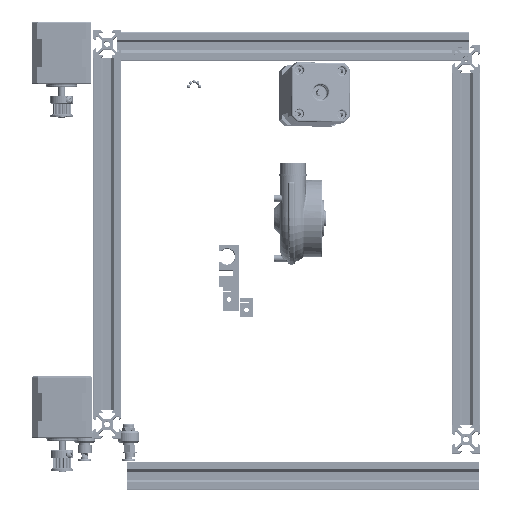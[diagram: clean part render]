
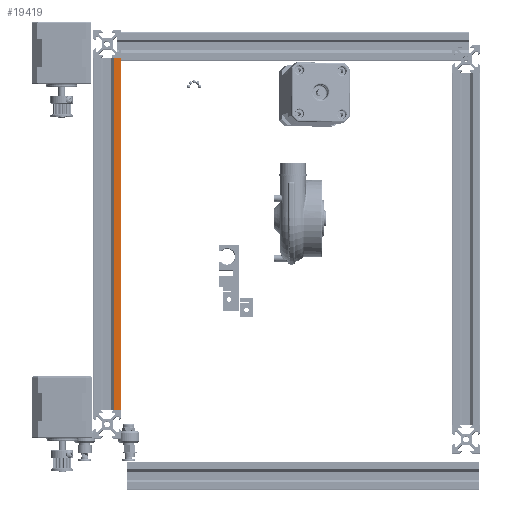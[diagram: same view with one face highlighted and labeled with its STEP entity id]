
A CAD part, top view. The second image highlights one B-rep face of the part: STEP entity #19419.
In plain terms, the highlighted face is planar.
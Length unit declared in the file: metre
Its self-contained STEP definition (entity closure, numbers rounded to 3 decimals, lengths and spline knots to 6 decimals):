
#3069=LINE('',#36801,#4237);
#3103=LINE('',#36887,#4271);
#3246=LINE('',#37177,#4414);
#3247=LINE('',#37178,#4415);
#4237=VECTOR('',#28197,1.);
#4271=VECTOR('',#28265,1.);
#4414=VECTOR('',#28498,1.);
#4415=VECTOR('',#28499,1.);
#6955=ORIENTED_EDGE('',*,*,#11284,.F.);
#6956=ORIENTED_EDGE('',*,*,#11139,.F.);
#6957=ORIENTED_EDGE('',*,*,#11285,.F.);
#6958=ORIENTED_EDGE('',*,*,#11098,.F.);
#11098=EDGE_CURVE('',#13447,#13448,#3069,.T.);
#11139=EDGE_CURVE('',#13482,#13481,#3103,.T.);
#11284=EDGE_CURVE('',#13481,#13447,#3246,.T.);
#11285=EDGE_CURVE('',#13448,#13482,#3247,.T.);
#13447=VERTEX_POINT('',#36800);
#13448=VERTEX_POINT('',#36802);
#13481=VERTEX_POINT('',#36884);
#13482=VERTEX_POINT('',#36886);
#16214=EDGE_LOOP('',(#6955,#6956,#6957,#6958));
#17658=FACE_BOUND('',#16214,.T.);
#18802=PLANE('',#24872);
#19419=ADVANCED_FACE('',(#17658),#18802,.T.);
#24872=AXIS2_PLACEMENT_3D('',#37176,#28496,#28497);
#28197=DIRECTION('',(0.,0.,1.));
#28265=DIRECTION('',(0.,0.,-1.));
#28496=DIRECTION('',(0.,1.,0.));
#28497=DIRECTION('',(1.,0.,0.));
#28498=DIRECTION('',(1.,0.,0.));
#28499=DIRECTION('',(-1.,0.,0.));
#36800=CARTESIAN_POINT('',(0.0095,0.01,-0.25));
#36801=CARTESIAN_POINT('',(0.0095,0.01,0.));
#36802=CARTESIAN_POINT('',(0.0095,0.01,0.));
#36884=CARTESIAN_POINT('',(0.00458,0.01,-0.25));
#36886=CARTESIAN_POINT('',(0.00458,0.01,0.));
#36887=CARTESIAN_POINT('',(0.00458,0.01,0.));
#37176=CARTESIAN_POINT('',(-0.01,0.01,0.));
#37177=CARTESIAN_POINT('',(0.,0.01,-0.25));
#37178=CARTESIAN_POINT('',(0.,0.01,0.));
